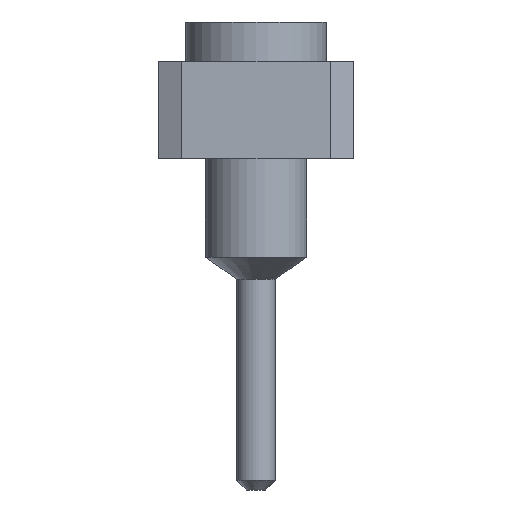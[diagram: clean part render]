
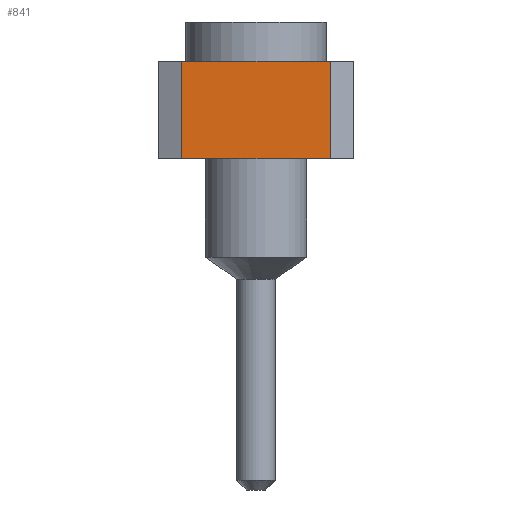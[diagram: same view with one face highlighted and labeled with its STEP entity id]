
A CAD part, left-side view. The second image highlights one B-rep face of the part: STEP entity #841.
In plain terms, the highlighted planar face has unit normal (-1, 0, 0).
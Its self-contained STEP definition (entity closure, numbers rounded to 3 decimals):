
#841=ADVANCED_FACE('',(#1767),#1769,.T.);
#1767=FACE_BOUND('',#1768,.T.);
#1768=EDGE_LOOP('',(#2591,#2592,#2593,#2594));
#1769=PLANE('',#1770);
#1770=AXIS2_PLACEMENT_3D('',#1771,#1772,#1773);
#1771=CARTESIAN_POINT('',(-1.385,0.97,1.57));
#1772=DIRECTION('',(-1.,0.,0.));
#1773=DIRECTION('',(0.,-1.,0.));
#2591=ORIENTED_EDGE('',*,*,#2812,.T.);
#2592=ORIENTED_EDGE('',*,*,#2991,.T.);
#2593=ORIENTED_EDGE('',*,*,#2886,.F.);
#2594=ORIENTED_EDGE('',*,*,#2992,.F.);
#2812=EDGE_CURVE('',#3141,#3139,#3142,.T.);
#2886=EDGE_CURVE('',#3287,#3289,#3290,.T.);
#2991=EDGE_CURVE('',#3139,#3289,#3448,.T.);
#2992=EDGE_CURVE('',#3141,#3287,#3449,.T.);
#3139=VERTEX_POINT('',#3727);
#3141=VERTEX_POINT('',#3731);
#3142=LINE('',#3732,#3733);
#3287=VERTEX_POINT('',#4047);
#3289=VERTEX_POINT('',#4051);
#3290=LINE('',#4052,#4053);
#3448=LINE('',#4438,#4439);
#3449=LINE('',#4441,#4442);
#3727=CARTESIAN_POINT('',(-1.385,-0.97,1.57));
#3731=CARTESIAN_POINT('',(-1.385,0.97,1.57));
#3732=CARTESIAN_POINT('',(-1.385,0.97,1.57));
#3733=VECTOR('',#3734,1.);
#3734=DIRECTION('',(0.,-1.,0.));
#4047=CARTESIAN_POINT('',(-1.385,0.97,2.84));
#4051=CARTESIAN_POINT('',(-1.385,-0.97,2.84));
#4052=CARTESIAN_POINT('',(-1.385,0.97,2.84));
#4053=VECTOR('',#4054,1.);
#4054=DIRECTION('',(0.,-1.,0.));
#4438=CARTESIAN_POINT('',(-1.385,-0.97,1.57));
#4439=VECTOR('',#4440,1.);
#4440=DIRECTION('',(0.,0.,1.));
#4441=CARTESIAN_POINT('',(-1.385,0.97,1.57));
#4442=VECTOR('',#4443,1.);
#4443=DIRECTION('',(0.,0.,1.));
